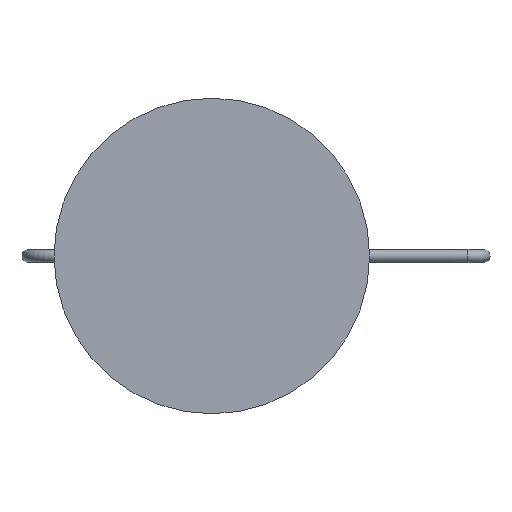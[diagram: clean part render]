
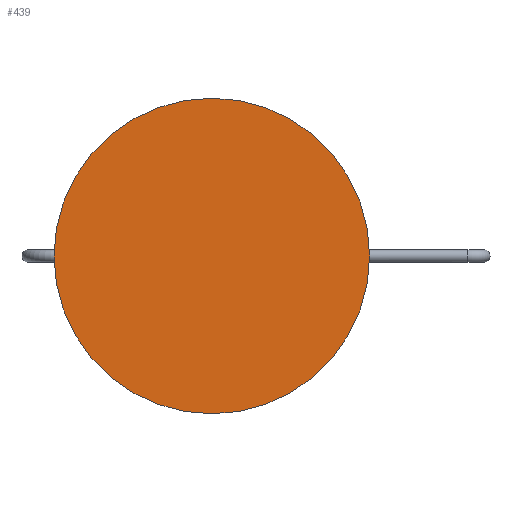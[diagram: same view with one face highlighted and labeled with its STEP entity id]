
A CAD part, front view. The second image highlights one B-rep face of the part: STEP entity #439.
In plain terms, the highlighted planar face has unit normal (0, -1, 0).
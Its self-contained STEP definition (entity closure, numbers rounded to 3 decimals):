
#86 = AXIS2_PLACEMENT_3D ( 'NONE', #659, #195, #597 ) ;
#146 = PLANE ( 'NONE',  #86 ) ;
#159 = CARTESIAN_POINT ( 'NONE',  ( 0., 0., -50. ) ) ;
#161 = ORIENTED_EDGE ( 'NONE', *, *, #306, .T. ) ;
#195 = DIRECTION ( 'NONE',  ( 0., -1., 0. ) ) ;
#296 = FACE_OUTER_BOUND ( 'NONE', #623, .T. ) ;
#306 = EDGE_CURVE ( 'NONE', #653, #653, #462, .T. ) ;
#439 = ADVANCED_FACE ( 'NONE', ( #296 ), #146, .T. ) ;
#462 = CIRCLE ( 'NONE', #515, 50. ) ;
#471 = DIRECTION ( 'NONE',  ( 0., -1., 0. ) ) ;
#515 = AXIS2_PLACEMENT_3D ( 'NONE', #531, #471, #580 ) ;
#531 = CARTESIAN_POINT ( 'NONE',  ( 0., 0., 0. ) ) ;
#580 = DIRECTION ( 'NONE',  ( 0., 0., -1. ) ) ;
#597 = DIRECTION ( 'NONE',  ( 0., 0., -1. ) ) ;
#623 = EDGE_LOOP ( 'NONE', ( #161 ) ) ;
#653 = VERTEX_POINT ( 'NONE', #159 ) ;
#659 = CARTESIAN_POINT ( 'NONE',  ( 0., 0., 0. ) ) ;
